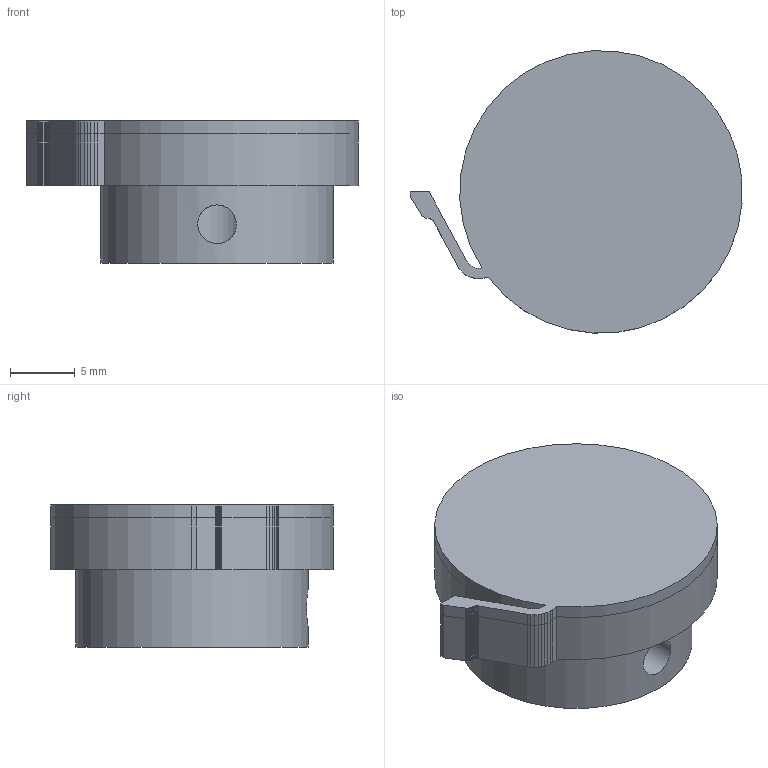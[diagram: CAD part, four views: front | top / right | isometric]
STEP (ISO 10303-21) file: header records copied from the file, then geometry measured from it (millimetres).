
FILE_DESCRIPTION(('FreeCAD Model'),'2;1');
FILE_NAME('Open CASCADE Shape Model','2024-05-15T13:46:36',(''),(''), 'Open CASCADE STEP processor 7.6','FreeCAD','Unknown');
FILE_SCHEMA(('AUTOMOTIVE_DESIGN { 1 0 10303 214 1 1 1 1 }'));
Length unit declared in the file: millimetre
Products named in the file (1): Pocket001
Bounding box: 25.71 x 21.85 x 11 mm (x, y, z)
Volume: 3135.7 mm3; surface area: 1834.3 mm2
Topology: 1 solids, 1 shells, 87 faces, 209 edges, 127 vertices
Faces by surface type: plane 81, cylinder 6
Full cylindrical faces by diameter (mm): 3 x2, 5 x1, 18 x1
Entity records: 2612 total; most frequent: CARTESIAN_POINT 575, ORIENTED_EDGE 418, DIRECTION 392, EDGE_CURVE 209, LINE 198, VECTOR 198, VERTEX_POINT 127, AXIS2_PLACEMENT_3D 97
